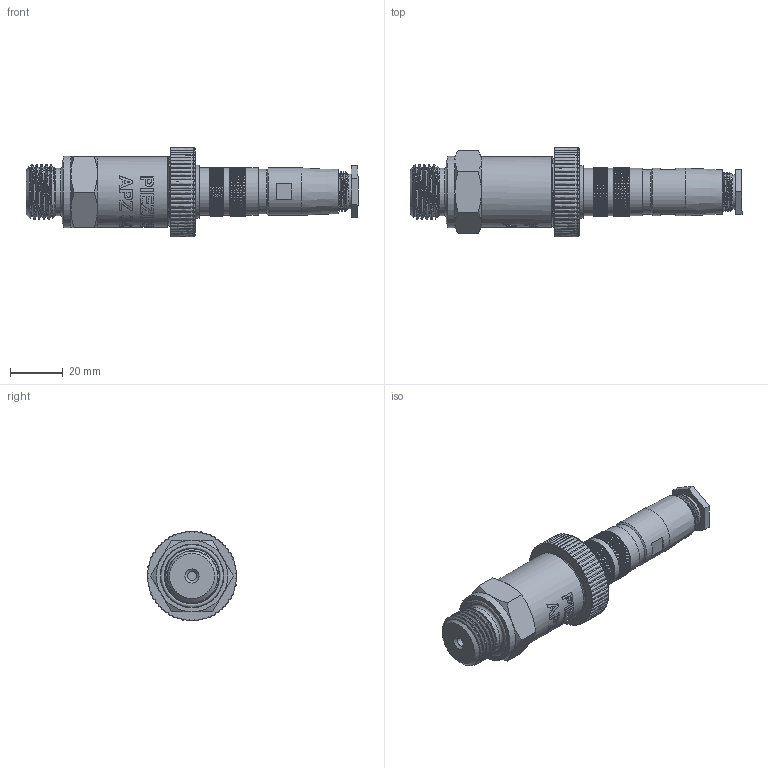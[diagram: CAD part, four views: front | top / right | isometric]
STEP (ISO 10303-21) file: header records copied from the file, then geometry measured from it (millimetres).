
FILE_DESCRIPTION(/* description */ (''),/* implementation_level */ '2;1');
FILE_NAME(/* name */ 'APZ3421_G1''2DIN_Binder723.step',/* time_stamp */ '2023-10-06T09:45:04+03:00',/* author */ (''),/* organization */ (''),/* preprocessor_version */ 'ST-DEVELOPER v20',/* originating_system */ 'Autodesk Translation Framework v12.14.0.127',/* authorisation */ '');
FILE_SCHEMA (('AUTOMOTIVE_DESIGN { 1 0 10303 214 3 1 1 }'));
Products named in the file (6): (Unsaved); G1/2 DIN; part; part (2); Binder 723 female v10; Binder 723 male v8
Assembly tree (5 placements, depth 3):
  (Unsaved)
    G1/2 DIN
    part
    part (2)
      Binder 723 female v10
      Binder 723 male v8
Bounding box: 125.58 x 34 x 34 mm (x, y, z)
Volume: 49716 mm3; surface area: 21066.2 mm2
Topology: 7 solids, 7 shells, 3472 faces, 8777 edges, 5736 vertices
Faces by surface type: plane 2134, cylinder 610, bspline 418, cone 301, torus 9
Full cylindrical faces by diameter (mm): 1 x15, 1.5 x5, 3.3 x1, 10 x1, 11.8 x1, 12 x1, 13 x1, 13.5 x1, 13.741 x3, 14.884 x2, 15.044 x5, 15.2 x1, 15.908 x4, 16.8 x1, 17.044 x7, 17.283 x6, 17.6 x1, 17.908 x7, 18 x5, 18.124 x7, 18.161 x2, 18.631 x4, 20 x1, 20.956 x1, 22.3 x1, 22.4 x1, 23.7 x1, 24.5 x1, 25.132 x4, 25.526 x4
Entity records: 156915 total; most frequent: CARTESIAN_POINT 73259, DIRECTION 18075, ORIENTED_EDGE 17554, EDGE_CURVE 8777, AXIS2_PLACEMENT_3D 7749, VERTEX_POINT 5736, EDGE_LOOP 3895, ELLIPSE 3887
